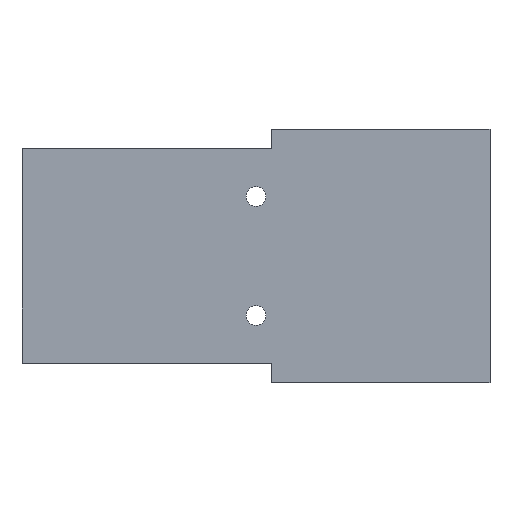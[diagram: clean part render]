
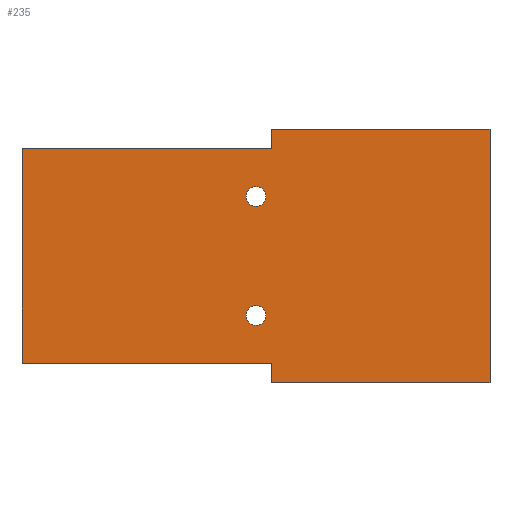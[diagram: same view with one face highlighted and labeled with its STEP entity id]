
A CAD part, top view. The second image highlights one B-rep face of the part: STEP entity #235.
In plain terms, the highlighted planar face has unit normal (0, 0, 1).
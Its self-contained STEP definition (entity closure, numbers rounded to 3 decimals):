
#15=FACE_BOUND('',#52,.T.);
#16=FACE_BOUND('',#53,.T.);
#27=PLANE('',#265);
#39=FACE_OUTER_BOUND('',#51,.T.);
#51=EDGE_LOOP('',(#203,#204,#205,#206,#207,#208,#209,#210));
#52=EDGE_LOOP('',(#211));
#53=EDGE_LOOP('',(#212));
#61=LINE('',#347,#87);
#64=LINE('',#353,#90);
#67=LINE('',#359,#93);
#70=LINE('',#365,#96);
#73=LINE('',#371,#99);
#76=LINE('',#377,#102);
#79=LINE('',#383,#105);
#82=LINE('',#387,#108);
#87=VECTOR('',#287,10.);
#90=VECTOR('',#292,10.);
#93=VECTOR('',#297,10.);
#96=VECTOR('',#302,10.);
#99=VECTOR('',#307,10.);
#102=VECTOR('',#312,10.);
#105=VECTOR('',#317,10.);
#108=VECTOR('',#322,10.);
#110=CIRCLE('',#253,1.25);
#112=CIRCLE('',#256,1.25);
#114=VERTEX_POINT('',#331);
#116=VERTEX_POINT('',#337);
#119=VERTEX_POINT('',#344);
#120=VERTEX_POINT('',#346);
#122=VERTEX_POINT('',#352);
#124=VERTEX_POINT('',#358);
#126=VERTEX_POINT('',#364);
#128=VERTEX_POINT('',#370);
#130=VERTEX_POINT('',#376);
#132=VERTEX_POINT('',#382);
#135=EDGE_CURVE('',#114,#114,#110,.T.);
#138=EDGE_CURVE('',#116,#116,#112,.T.);
#141=EDGE_CURVE('',#120,#119,#61,.T.);
#144=EDGE_CURVE('',#122,#120,#64,.T.);
#147=EDGE_CURVE('',#124,#122,#67,.T.);
#150=EDGE_CURVE('',#126,#124,#70,.T.);
#153=EDGE_CURVE('',#128,#126,#73,.T.);
#156=EDGE_CURVE('',#130,#128,#76,.T.);
#159=EDGE_CURVE('',#132,#130,#79,.T.);
#162=EDGE_CURVE('',#119,#132,#82,.T.);
#203=ORIENTED_EDGE('',*,*,#162,.T.);
#204=ORIENTED_EDGE('',*,*,#159,.T.);
#205=ORIENTED_EDGE('',*,*,#156,.T.);
#206=ORIENTED_EDGE('',*,*,#153,.T.);
#207=ORIENTED_EDGE('',*,*,#150,.T.);
#208=ORIENTED_EDGE('',*,*,#147,.T.);
#209=ORIENTED_EDGE('',*,*,#144,.T.);
#210=ORIENTED_EDGE('',*,*,#141,.T.);
#211=ORIENTED_EDGE('',*,*,#135,.T.);
#212=ORIENTED_EDGE('',*,*,#138,.T.);
#235=ADVANCED_FACE('',(#39,#15,#16),#27,.T.);
#253=AXIS2_PLACEMENT_3D('',#333,#274,#275);
#256=AXIS2_PLACEMENT_3D('',#339,#281,#282);
#265=AXIS2_PLACEMENT_3D('',#388,#323,#324);
#274=DIRECTION('center_axis',(0.,0.,-1.));
#275=DIRECTION('ref_axis',(-1.,0.,0.));
#281=DIRECTION('center_axis',(0.,0.,-1.));
#282=DIRECTION('ref_axis',(-1.,0.,0.));
#287=DIRECTION('',(0.,-1.,0.));
#292=DIRECTION('',(-1.,0.,0.));
#297=DIRECTION('',(0.,-1.,0.));
#302=DIRECTION('',(-1.,0.,0.));
#307=DIRECTION('',(0.,1.,0.));
#312=DIRECTION('',(1.,0.,0.));
#317=DIRECTION('',(0.,-1.,0.));
#322=DIRECTION('',(1.,0.,0.));
#323=DIRECTION('center_axis',(0.,0.,1.));
#324=DIRECTION('ref_axis',(1.,0.,0.));
#331=CARTESIAN_POINT('',(1.25,7.5,26.));
#333=CARTESIAN_POINT('Origin',(0.,7.5,26.));
#337=CARTESIAN_POINT('',(1.25,-7.5,26.));
#339=CARTESIAN_POINT('Origin',(0.,-7.5,26.));
#344=CARTESIAN_POINT('',(-29.5,-13.5,26.));
#346=CARTESIAN_POINT('',(-29.5,13.5,26.));
#347=CARTESIAN_POINT('',(-29.5,-13.5,26.));
#352=CARTESIAN_POINT('',(2.,13.5,26.));
#353=CARTESIAN_POINT('',(0.,13.5,26.));
#358=CARTESIAN_POINT('',(2.,16.,26.));
#359=CARTESIAN_POINT('',(2.,13.5,26.));
#364=CARTESIAN_POINT('',(29.5,16.,26.));
#365=CARTESIAN_POINT('',(29.5,16.,26.));
#370=CARTESIAN_POINT('',(29.5,-16.,26.));
#371=CARTESIAN_POINT('',(29.5,16.,26.));
#376=CARTESIAN_POINT('',(2.,-16.,26.));
#377=CARTESIAN_POINT('',(2.,-16.,26.));
#382=CARTESIAN_POINT('',(2.,-13.5,26.));
#383=CARTESIAN_POINT('',(2.,-13.5,26.));
#387=CARTESIAN_POINT('',(0.,-13.5,26.));
#388=CARTESIAN_POINT('Origin',(0.,0.,
26.));
